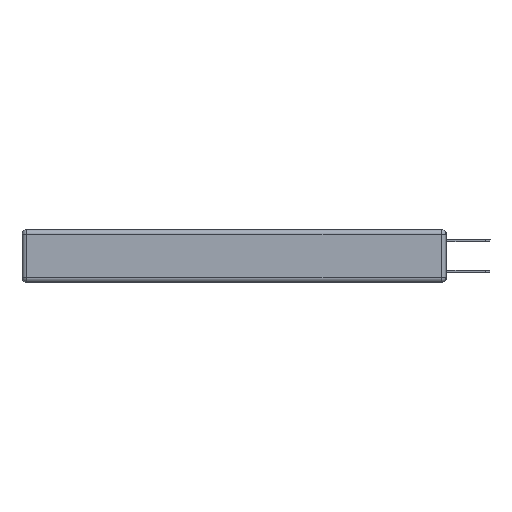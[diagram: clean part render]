
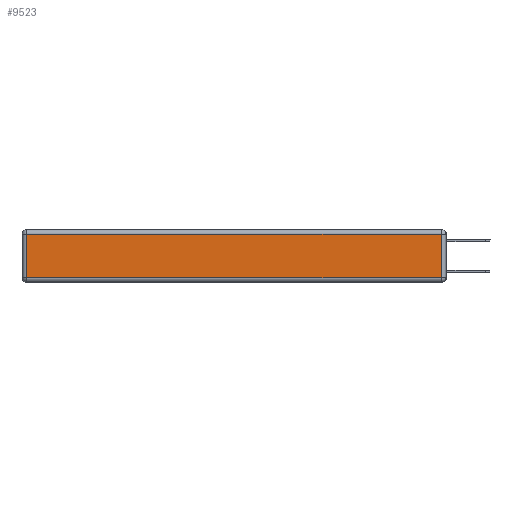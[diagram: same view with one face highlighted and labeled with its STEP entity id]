
A CAD part, left-side view. The second image highlights one B-rep face of the part: STEP entity #9523.
In plain terms, the highlighted planar face has unit normal (-1, 0, 0).
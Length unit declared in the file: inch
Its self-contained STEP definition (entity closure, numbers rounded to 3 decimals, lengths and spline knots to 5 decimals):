
#47 = VECTOR ( 'NONE', #7076, 39.37008 ) ;
#200 = CARTESIAN_POINT ( 'NONE',  ( 0., 0., -0.313 ) ) ;
#915 = ORIENTED_EDGE ( 'NONE', *, *, #9844, .T. ) ;
#1092 = AXIS2_PLACEMENT_3D ( 'NONE', #1647, #3835, #12844 ) ;
#1283 = VECTOR ( 'NONE', #6438, 39.37008 ) ;
#1647 = CARTESIAN_POINT ( 'NONE',  ( 0., 0., -0.343 ) ) ;
#1805 = CARTESIAN_POINT ( 'NONE',  ( 0., 2.72, -0.343 ) ) ;
#1999 = DIRECTION ( 'NONE',  ( 0., 1., 0. ) ) ;
#2325 = VERTEX_POINT ( 'NONE', #11261 ) ;
#3232 = VECTOR ( 'NONE', #6003, 39.37008 ) ;
#3477 = VECTOR ( 'NONE', #1999, 39.37008 ) ;
#3773 = FACE_OUTER_BOUND ( 'NONE', #10773, .T. ) ;
#3835 = DIRECTION ( 'NONE',  ( -1., 0., 0. ) ) ;
#3850 = LINE ( 'NONE', #11075, #3232 ) ;
#3922 = CARTESIAN_POINT ( 'NONE',  ( 0., 2.72, -0.03 ) ) ;
#4043 = LINE ( 'NONE', #1805, #47 ) ;
#6003 = DIRECTION ( 'NONE',  ( 0., 0., 1. ) ) ;
#6438 = DIRECTION ( 'NONE',  ( 0., -1., 0. ) ) ;
#7076 = DIRECTION ( 'NONE',  ( 0., 0., -1. ) ) ;
#7285 = ORIENTED_EDGE ( 'NONE', *, *, #12370, .T. ) ;
#7396 = LINE ( 'NONE', #200, #1283 ) ;
#7472 = CARTESIAN_POINT ( 'NONE',  ( 0., 2.72, -0.313 ) ) ;
#7515 = ORIENTED_EDGE ( 'NONE', *, *, #9064, .T. ) ;
#7586 = VERTEX_POINT ( 'NONE', #7472 ) ;
#8681 = ORIENTED_EDGE ( 'NONE', *, *, #12301, .T. ) ;
#9064 = EDGE_CURVE ( 'NONE', #2325, #12837, #3850, .T. ) ;
#9143 = CARTESIAN_POINT ( 'NONE',  ( 0., 0.03, -0.03 ) ) ;
#9523 = ADVANCED_FACE ( 'NONE', ( #3773 ), #10910, .T. ) ;
#9844 = EDGE_CURVE ( 'NONE', #7586, #2325, #7396, .T. ) ;
#10773 = EDGE_LOOP ( 'NONE', ( #915, #7515, #7285, #8681 ) ) ;
#10910 = PLANE ( 'NONE',  #1092 ) ;
#11075 = CARTESIAN_POINT ( 'NONE',  ( 0., 0.03, -0.343 ) ) ;
#11261 = CARTESIAN_POINT ( 'NONE',  ( 0., 0.03, -0.313 ) ) ;
#12185 = LINE ( 'NONE', #13270, #3477 ) ;
#12301 = EDGE_CURVE ( 'NONE', #12323, #7586, #4043, .T. ) ;
#12323 = VERTEX_POINT ( 'NONE', #3922 ) ;
#12370 = EDGE_CURVE ( 'NONE', #12837, #12323, #12185, .T. ) ;
#12837 = VERTEX_POINT ( 'NONE', #9143 ) ;
#12844 = DIRECTION ( 'NONE',  ( 0., 0., 1. ) ) ;
#13270 = CARTESIAN_POINT ( 'NONE',  ( 0., 2.75, -0.03 ) ) ;
